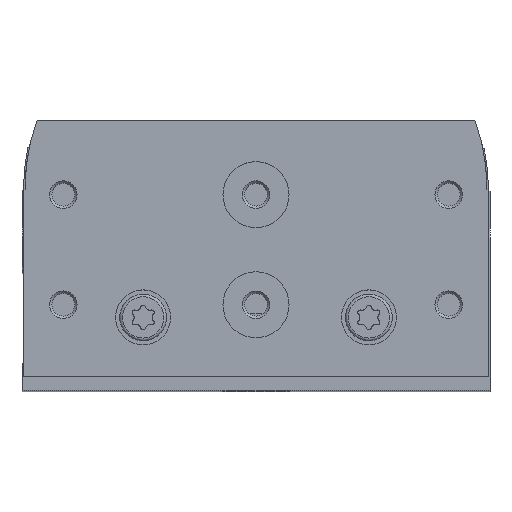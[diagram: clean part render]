
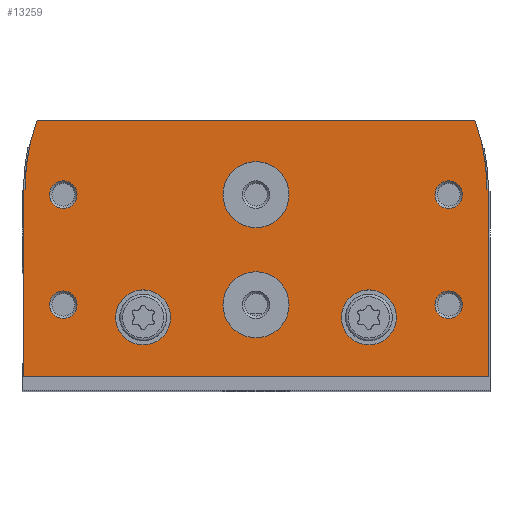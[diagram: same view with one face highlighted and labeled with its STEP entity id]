
A CAD part, top view. The second image highlights one B-rep face of the part: STEP entity #13259.
In plain terms, the highlighted planar face has unit normal (0, 0, 1).
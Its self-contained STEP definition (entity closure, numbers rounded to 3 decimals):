
#540=LINE('',#20669,#1332);
#545=LINE('',#20679,#1337);
#552=LINE('',#20696,#1344);
#558=LINE('',#20708,#1350);
#566=LINE('',#20729,#1358);
#567=LINE('',#20777,#1359);
#1332=VECTOR('',#16790,1000.);
#1337=VECTOR('',#16797,1000.);
#1344=VECTOR('',#16812,1000.);
#1350=VECTOR('',#16822,1000.);
#1358=VECTOR('',#16844,1000.);
#1359=VECTOR('',#16893,1000.);
#1850=PLANE('',#14326);
#3365=ORIENTED_EDGE('',*,*,#5966,.F.);
#3366=ORIENTED_EDGE('',*,*,#5967,.F.);
#3367=ORIENTED_EDGE('',*,*,#5968,.T.);
#3368=ORIENTED_EDGE('',*,*,#5969,.T.);
#3369=ORIENTED_EDGE('',*,*,#5970,.T.);
#3370=ORIENTED_EDGE('',*,*,#5971,.T.);
#3371=ORIENTED_EDGE('',*,*,#5972,.T.);
#3372=ORIENTED_EDGE('',*,*,#5973,.T.);
#3373=ORIENTED_EDGE('',*,*,#5929,.T.);
#3374=ORIENTED_EDGE('',*,*,#5923,.T.);
#3375=ORIENTED_EDGE('',*,*,#5941,.T.);
#3376=ORIENTED_EDGE('',*,*,#5909,.T.);
#3377=ORIENTED_EDGE('',*,*,#5914,.T.);
#3378=ORIENTED_EDGE('',*,*,#5918,.T.);
#3379=ORIENTED_EDGE('',*,*,#5965,.T.);
#3380=ORIENTED_EDGE('',*,*,#5935,.T.);
#5909=EDGE_CURVE('',#7339,#7338,#540,.T.);
#5914=EDGE_CURVE('',#7338,#7342,#545,.T.);
#5918=EDGE_CURVE('',#7342,#7344,#8244,.T.);
#5923=EDGE_CURVE('',#7346,#7348,#552,.T.);
#5929=EDGE_CURVE('',#7352,#7346,#558,.T.);
#5935=EDGE_CURVE('',#7357,#7352,#8246,.T.);
#5941=EDGE_CURVE('',#7348,#7339,#566,.T.);
#5965=EDGE_CURVE('',#7344,#7357,#567,.T.);
#5966=EDGE_CURVE('',#7382,#7382,#8272,.T.);
#5967=EDGE_CURVE('',#7383,#7383,#8273,.T.);
#5968=EDGE_CURVE('',#7384,#7384,#8274,.T.);
#5969=EDGE_CURVE('',#7385,#7385,#8275,.T.);
#5970=EDGE_CURVE('',#7386,#7386,#8276,.T.);
#5971=EDGE_CURVE('',#7387,#7387,#8277,.T.);
#5972=EDGE_CURVE('',#7388,#7388,#8278,.T.);
#5973=EDGE_CURVE('',#7389,#7389,#8279,.T.);
#7338=VERTEX_POINT('',#20668);
#7339=VERTEX_POINT('',#20670);
#7342=VERTEX_POINT('',#20678);
#7344=VERTEX_POINT('',#20685);
#7346=VERTEX_POINT('',#20690);
#7348=VERTEX_POINT('',#20695);
#7352=VERTEX_POINT('',#20706);
#7357=VERTEX_POINT('',#20721);
#7382=VERTEX_POINT('',#20780);
#7383=VERTEX_POINT('',#20782);
#7384=VERTEX_POINT('',#20784);
#7385=VERTEX_POINT('',#20786);
#7386=VERTEX_POINT('',#20788);
#7387=VERTEX_POINT('',#20790);
#7388=VERTEX_POINT('',#20792);
#7389=VERTEX_POINT('',#20794);
#8244=CIRCLE('',#14291,37.);
#8246=CIRCLE('',#14298,37.);
#8272=CIRCLE('',#14327,5.);
#8273=CIRCLE('',#14328,5.);
#8274=CIRCLE('',#14329,6.);
#8275=CIRCLE('',#14330,6.);
#8276=CIRCLE('',#14331,2.5);
#8277=CIRCLE('',#14332,2.5);
#8278=CIRCLE('',#14333,2.5);
#8279=CIRCLE('',#14334,2.5);
#9157=EDGE_LOOP('',(#3365));
#9158=EDGE_LOOP('',(#3366));
#9159=EDGE_LOOP('',(#3367));
#9160=EDGE_LOOP('',(#3368));
#9161=EDGE_LOOP('',(#3369));
#9162=EDGE_LOOP('',(#3370));
#9163=EDGE_LOOP('',(#3371));
#9164=EDGE_LOOP('',(#3372));
#9165=EDGE_LOOP('',(#3373,#3374,#3375,#3376,#3377,#3378,#3379,#3380));
#10201=FACE_BOUND('',#9157,.T.);
#10202=FACE_BOUND('',#9158,.T.);
#10203=FACE_BOUND('',#9159,.T.);
#10204=FACE_BOUND('',#9160,.T.);
#10205=FACE_BOUND('',#9161,.T.);
#10206=FACE_BOUND('',#9162,.T.);
#10207=FACE_BOUND('',#9163,.T.);
#10208=FACE_BOUND('',#9164,.T.);
#10209=FACE_BOUND('',#9165,.T.);
#13259=ADVANCED_FACE('',(#10201,#10202,#10203,#10204,#10205,#10206,#10207,
#10208,#10209),#1850,.T.);
#14291=AXIS2_PLACEMENT_3D('',#20686,#16804,#16805);
#14298=AXIS2_PLACEMENT_3D('',#20720,#16833,#16834);
#14326=AXIS2_PLACEMENT_3D('',#20778,#16894,#16895);
#14327=AXIS2_PLACEMENT_3D('',#20779,#16896,#16897);
#14328=AXIS2_PLACEMENT_3D('',#20781,#16898,#16899);
#14329=AXIS2_PLACEMENT_3D('',#20783,#16900,#16901);
#14330=AXIS2_PLACEMENT_3D('',#20785,#16902,#16903);
#14331=AXIS2_PLACEMENT_3D('',#20787,#16904,#16905);
#14332=AXIS2_PLACEMENT_3D('',#20789,#16906,#16907);
#14333=AXIS2_PLACEMENT_3D('',#20791,#16908,#16909);
#14334=AXIS2_PLACEMENT_3D('',#20793,#16910,#16911);
#16790=DIRECTION('',(0.,1.,0.));
#16797=DIRECTION('',(-0.866,0.5,0.));
#16804=DIRECTION('',(0.,0.,1.));
#16805=DIRECTION('',(1.,0.,0.));
#16812=DIRECTION('',(0.,-1.,0.));
#16822=DIRECTION('',(-0.866,-0.5,0.));
#16833=DIRECTION('',(0.,0.,1.));
#16834=DIRECTION('',(1.,0.,0.));
#16844=DIRECTION('',(1.,0.,0.));
#16893=DIRECTION('',(-1.,0.,0.));
#16894=DIRECTION('',(0.,0.,1.));
#16895=DIRECTION('',(1.,0.,0.));
#16896=DIRECTION('',(0.,0.,1.));
#16897=DIRECTION('',(1.,0.,0.));
#16898=DIRECTION('',(0.,0.,1.));
#16899=DIRECTION('',(1.,0.,0.));
#16900=DIRECTION('',(0.,0.,-1.));
#16901=DIRECTION('',(-1.,0.,0.));
#16902=DIRECTION('',(0.,0.,-1.));
#16903=DIRECTION('',(-1.,0.,0.));
#16904=DIRECTION('',(0.,0.,-1.));
#16905=DIRECTION('',(-1.,0.,0.));
#16906=DIRECTION('',(0.,0.,-1.));
#16907=DIRECTION('',(-1.,0.,0.));
#16908=DIRECTION('',(0.,0.,-1.));
#16909=DIRECTION('',(-1.,0.,0.));
#16910=DIRECTION('',(0.,0.,-1.));
#16911=DIRECTION('',(-1.,0.,0.));
#20668=CARTESIAN_POINT('',(42.25,33.827,0.));
#20669=CARTESIAN_POINT('',(42.25,0.,0.));
#20670=CARTESIAN_POINT('',(42.25,0.,0.));
#20678=CARTESIAN_POINT('',(41.95,34.,0.));
#20679=CARTESIAN_POINT('',(42.25,33.827,0.));
#20685=CARTESIAN_POINT('',(39.775,46.5,0.));
#20686=CARTESIAN_POINT('',(4.95,34.,0.));
#20690=CARTESIAN_POINT('',(-42.25,33.827,0.));
#20695=CARTESIAN_POINT('',(-42.25,0.,0.));
#20696=CARTESIAN_POINT('',(-42.25,33.827,0.));
#20706=CARTESIAN_POINT('',(-41.95,34.,0.));
#20708=CARTESIAN_POINT('',(-41.95,34.,0.));
#20720=CARTESIAN_POINT('',(-4.95,34.,0.));
#20721=CARTESIAN_POINT('',(-39.775,46.5,0.));
#20729=CARTESIAN_POINT('',(-42.25,0.,0.));
#20777=CARTESIAN_POINT('',(39.775,46.5,0.));
#20778=CARTESIAN_POINT('',(4.95,34.,0.));
#20779=CARTESIAN_POINT('',(-20.5,10.7,0.));
#20780=CARTESIAN_POINT('',(-15.5,10.7,0.));
#20781=CARTESIAN_POINT('',(20.5,10.7,0.));
#20782=CARTESIAN_POINT('',(25.5,10.7,0.));
#20783=CARTESIAN_POINT('',(0.,13.,0.));
#20784=CARTESIAN_POINT('',(-6.,13.,0.));
#20785=CARTESIAN_POINT('',(0.,33.,0.));
#20786=CARTESIAN_POINT('',(-6.,33.,0.));
#20787=CARTESIAN_POINT('',(35.,13.,0.));
#20788=CARTESIAN_POINT('',(32.5,13.,0.));
#20789=CARTESIAN_POINT('',(-35.,13.,0.));
#20790=CARTESIAN_POINT('',(-37.5,13.,0.));
#20791=CARTESIAN_POINT('',(-35.,33.,0.));
#20792=CARTESIAN_POINT('',(-37.5,33.,0.));
#20793=CARTESIAN_POINT('',(35.,33.,0.));
#20794=CARTESIAN_POINT('',(32.5,33.,0.));
